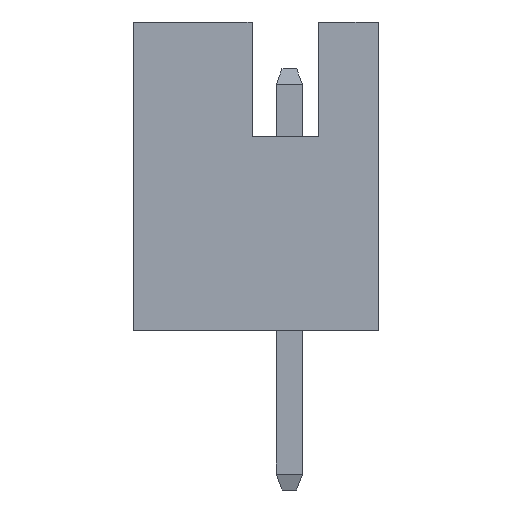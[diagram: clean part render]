
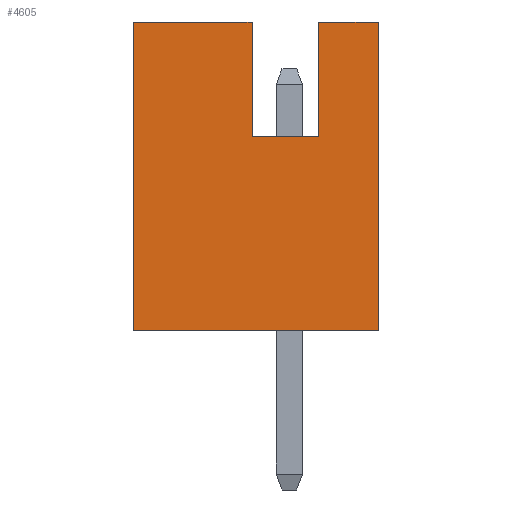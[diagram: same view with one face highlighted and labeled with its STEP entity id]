
A CAD part, left-side view. The second image highlights one B-rep face of the part: STEP entity #4605.
In plain terms, the highlighted planar face has unit normal (-1, 0, 0).
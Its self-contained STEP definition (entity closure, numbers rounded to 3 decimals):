
#55 = PLANE('',#56);
#56 = AXIS2_PLACEMENT_3D('',#57,#58,#59);
#57 = CARTESIAN_POINT('',(6.93,-1.7,1.88));
#58 = DIRECTION('',(0.,-1.,0.));
#59 = DIRECTION('',(0.,0.,-1.));
#137 = PLANE('',#138);
#138 = AXIS2_PLACEMENT_3D('',#139,#140,#141);
#139 = CARTESIAN_POINT('',(0.,0.,5.893));
#140 = DIRECTION('',(0.,0.,-1.));
#141 = DIRECTION('',(-1.,0.,0.));
#315 = VERTEX_POINT('',#316);
#316 = CARTESIAN_POINT('',(-6.93,-0.557,5.893));
#330 = PLANE('',#331);
#331 = AXIS2_PLACEMENT_3D('',#332,#333,#334);
#332 = CARTESIAN_POINT('',(-6.448,-0.557,5.893));
#333 = DIRECTION('',(0.,1.,0.));
#334 = DIRECTION('',(0.,0.,1.));
#342 = EDGE_CURVE('',#343,#315,#345,.T.);
#343 = VERTEX_POINT('',#344);
#344 = CARTESIAN_POINT('',(-6.93,-1.7,5.893));
#345 = SURFACE_CURVE('',#346,(#350,#357),.PCURVE_S1.);
#346 = LINE('',#347,#348);
#347 = CARTESIAN_POINT('',(-6.93,-1.7,5.893));
#348 = VECTOR('',#349,1.);
#349 = DIRECTION('',(0.,1.,0.));
#350 = PCURVE('',#137,#351);
#351 = DEFINITIONAL_REPRESENTATION('',(#352),#356);
#352 = LINE('',#353,#354);
#353 = CARTESIAN_POINT('',(6.93,-1.7));
#354 = VECTOR('',#355,1.);
#355 = DIRECTION('',(0.,1.));
#356 = ( GEOMETRIC_REPRESENTATION_CONTEXT(2) 
PARAMETRIC_REPRESENTATION_CONTEXT() REPRESENTATION_CONTEXT('2D SPACE',''
  ) );
#357 = PCURVE('',#358,#363);
#358 = PLANE('',#359);
#359 = AXIS2_PLACEMENT_3D('',#360,#361,#362);
#360 = CARTESIAN_POINT('',(-6.93,-1.7,1.88));
#361 = DIRECTION('',(-1.,0.,0.));
#362 = DIRECTION('',(0.,0.,1.));
#363 = DEFINITIONAL_REPRESENTATION('',(#364),#368);
#364 = LINE('',#365,#366);
#365 = CARTESIAN_POINT('',(4.013,0.));
#366 = VECTOR('',#367,1.);
#367 = DIRECTION('',(0.,1.));
#368 = ( GEOMETRIC_REPRESENTATION_CONTEXT(2) 
PARAMETRIC_REPRESENTATION_CONTEXT() REPRESENTATION_CONTEXT('2D SPACE',''
  ) );
#756 = EDGE_CURVE('',#343,#757,#759,.T.);
#757 = VERTEX_POINT('',#758);
#758 = CARTESIAN_POINT('',(-6.93,-1.7,0.));
#759 = SURFACE_CURVE('',#760,(#764,#771),.PCURVE_S1.);
#760 = LINE('',#761,#762);
#761 = CARTESIAN_POINT('',(-6.93,-1.7,1.88));
#762 = VECTOR('',#763,1.);
#763 = DIRECTION('',(0.,0.,-1.));
#764 = PCURVE('',#55,#765);
#765 = DEFINITIONAL_REPRESENTATION('',(#766),#770);
#766 = LINE('',#767,#768);
#767 = CARTESIAN_POINT('',(0.,-13.861));
#768 = VECTOR('',#769,1.);
#769 = DIRECTION('',(1.,0.));
#770 = ( GEOMETRIC_REPRESENTATION_CONTEXT(2) 
PARAMETRIC_REPRESENTATION_CONTEXT() REPRESENTATION_CONTEXT('2D SPACE',''
  ) );
#771 = PCURVE('',#358,#772);
#772 = DEFINITIONAL_REPRESENTATION('',(#773),#777);
#773 = LINE('',#774,#775);
#774 = CARTESIAN_POINT('',(0.,0.));
#775 = VECTOR('',#776,1.);
#776 = DIRECTION('',(-1.,0.));
#777 = ( GEOMETRIC_REPRESENTATION_CONTEXT(2) 
PARAMETRIC_REPRESENTATION_CONTEXT() REPRESENTATION_CONTEXT('2D SPACE',''
  ) );
#795 = PLANE('',#796);
#796 = AXIS2_PLACEMENT_3D('',#797,#798,#799);
#797 = CARTESIAN_POINT('',(0.,0.,0.));
#798 = DIRECTION('',(0.,0.,-1.));
#799 = DIRECTION('',(-1.,0.,0.));
#1784 = PLANE('',#1785);
#1785 = AXIS2_PLACEMENT_3D('',#1786,#1787,#1788);
#1786 = CARTESIAN_POINT('',(-6.93,2.974,1.88));
#1787 = DIRECTION('',(0.,1.,0.));
#1788 = DIRECTION('',(0.,-0.,1.));
#1812 = PLANE('',#1813);
#1813 = AXIS2_PLACEMENT_3D('',#1814,#1815,#1816);
#1814 = CARTESIAN_POINT('',(0.,0.,5.893));
#1815 = DIRECTION('',(0.,0.,-1.));
#1816 = DIRECTION('',(-1.,0.,0.));
#2051 = EDGE_CURVE('',#757,#2052,#2054,.T.);
#2052 = VERTEX_POINT('',#2053);
#2053 = CARTESIAN_POINT('',(-6.93,2.974,0.));
#2054 = SURFACE_CURVE('',#2055,(#2059,#2066),.PCURVE_S1.);
#2055 = LINE('',#2056,#2057);
#2056 = CARTESIAN_POINT('',(-6.93,-1.7,0.));
#2057 = VECTOR('',#2058,1.);
#2058 = DIRECTION('',(0.,1.,0.));
#2059 = PCURVE('',#795,#2060);
#2060 = DEFINITIONAL_REPRESENTATION('',(#2061),#2065);
#2061 = LINE('',#2062,#2063);
#2062 = CARTESIAN_POINT('',(6.93,-1.7));
#2063 = VECTOR('',#2064,1.);
#2064 = DIRECTION('',(0.,1.));
#2065 = ( GEOMETRIC_REPRESENTATION_CONTEXT(2) 
PARAMETRIC_REPRESENTATION_CONTEXT() REPRESENTATION_CONTEXT('2D SPACE',''
  ) );
#2066 = PCURVE('',#358,#2067);
#2067 = DEFINITIONAL_REPRESENTATION('',(#2068),#2072);
#2068 = LINE('',#2069,#2070);
#2069 = CARTESIAN_POINT('',(-1.88,0.));
#2070 = VECTOR('',#2071,1.);
#2071 = DIRECTION('',(0.,1.));
#2072 = ( GEOMETRIC_REPRESENTATION_CONTEXT(2) 
PARAMETRIC_REPRESENTATION_CONTEXT() REPRESENTATION_CONTEXT('2D SPACE',''
  ) );
#2822 = VERTEX_POINT('',#2823);
#2823 = CARTESIAN_POINT('',(-6.93,2.974,5.893));
#3361 = EDGE_CURVE('',#2822,#2052,#3362,.T.);
#3362 = SURFACE_CURVE('',#3363,(#3367,#3374),.PCURVE_S1.);
#3363 = LINE('',#3364,#3365);
#3364 = CARTESIAN_POINT('',(-6.93,2.974,1.88));
#3365 = VECTOR('',#3366,1.);
#3366 = DIRECTION('',(0.,0.,-1.));
#3367 = PCURVE('',#1784,#3368);
#3368 = DEFINITIONAL_REPRESENTATION('',(#3369),#3373);
#3369 = LINE('',#3370,#3371);
#3370 = CARTESIAN_POINT('',(0.,0.));
#3371 = VECTOR('',#3372,1.);
#3372 = DIRECTION('',(-1.,0.));
#3373 = ( GEOMETRIC_REPRESENTATION_CONTEXT(2) 
PARAMETRIC_REPRESENTATION_CONTEXT() REPRESENTATION_CONTEXT('2D SPACE',''
  ) );
#3374 = PCURVE('',#358,#3375);
#3375 = DEFINITIONAL_REPRESENTATION('',(#3376),#3380);
#3376 = LINE('',#3377,#3378);
#3377 = CARTESIAN_POINT('',(0.,4.674));
#3378 = VECTOR('',#3379,1.);
#3379 = DIRECTION('',(-1.,0.));
#3380 = ( GEOMETRIC_REPRESENTATION_CONTEXT(2) 
PARAMETRIC_REPRESENTATION_CONTEXT() REPRESENTATION_CONTEXT('2D SPACE',''
  ) );
#4605 = ADVANCED_FACE('',(#4606),#358,.T.);
#4606 = FACE_BOUND('',#4607,.T.);
#4607 = EDGE_LOOP('',(#4608,#4638,#4666,#4687,#4688,#4689,#4690,#4691));
#4608 = ORIENTED_EDGE('',*,*,#4609,.T.);
#4609 = EDGE_CURVE('',#4610,#4612,#4614,.T.);
#4610 = VERTEX_POINT('',#4611);
#4611 = CARTESIAN_POINT('',(-6.93,-0.557,3.708));
#4612 = VERTEX_POINT('',#4613);
#4613 = CARTESIAN_POINT('',(-6.93,0.713,3.708));
#4614 = SURFACE_CURVE('',#4615,(#4619,#4626),.PCURVE_S1.);
#4615 = LINE('',#4616,#4617);
#4616 = CARTESIAN_POINT('',(-6.93,-0.557,3.708));
#4617 = VECTOR('',#4618,1.);
#4618 = DIRECTION('',(0.,1.,0.));
#4619 = PCURVE('',#358,#4620);
#4620 = DEFINITIONAL_REPRESENTATION('',(#4621),#4625);
#4621 = LINE('',#4622,#4623);
#4622 = CARTESIAN_POINT('',(1.829,1.143));
#4623 = VECTOR('',#4624,1.);
#4624 = DIRECTION('',(0.,1.));
#4625 = ( GEOMETRIC_REPRESENTATION_CONTEXT(2) 
PARAMETRIC_REPRESENTATION_CONTEXT() REPRESENTATION_CONTEXT('2D SPACE',''
  ) );
#4626 = PCURVE('',#4627,#4632);
#4627 = PLANE('',#4628);
#4628 = AXIS2_PLACEMENT_3D('',#4629,#4630,#4631);
#4629 = CARTESIAN_POINT('',(-6.448,-0.557,3.708));
#4630 = DIRECTION('',(0.,0.,1.));
#4631 = DIRECTION('',(0.,-1.,0.));
#4632 = DEFINITIONAL_REPRESENTATION('',(#4633),#4637);
#4633 = LINE('',#4634,#4635);
#4634 = CARTESIAN_POINT('',(0.,-0.483));
#4635 = VECTOR('',#4636,1.);
#4636 = DIRECTION('',(-1.,0.));
#4637 = ( GEOMETRIC_REPRESENTATION_CONTEXT(2) 
PARAMETRIC_REPRESENTATION_CONTEXT() REPRESENTATION_CONTEXT('2D SPACE',''
  ) );
#4638 = ORIENTED_EDGE('',*,*,#4639,.T.);
#4639 = EDGE_CURVE('',#4612,#4640,#4642,.T.);
#4640 = VERTEX_POINT('',#4641);
#4641 = CARTESIAN_POINT('',(-6.93,0.713,5.893));
#4642 = SURFACE_CURVE('',#4643,(#4647,#4654),.PCURVE_S1.);
#4643 = LINE('',#4644,#4645);
#4644 = CARTESIAN_POINT('',(-6.93,0.713,3.708));
#4645 = VECTOR('',#4646,1.);
#4646 = DIRECTION('',(0.,0.,1.));
#4647 = PCURVE('',#358,#4648);
#4648 = DEFINITIONAL_REPRESENTATION('',(#4649),#4653);
#4649 = LINE('',#4650,#4651);
#4650 = CARTESIAN_POINT('',(1.829,2.413));
#4651 = VECTOR('',#4652,1.);
#4652 = DIRECTION('',(1.,0.));
#4653 = ( GEOMETRIC_REPRESENTATION_CONTEXT(2) 
PARAMETRIC_REPRESENTATION_CONTEXT() REPRESENTATION_CONTEXT('2D SPACE',''
  ) );
#4654 = PCURVE('',#4655,#4660);
#4655 = PLANE('',#4656);
#4656 = AXIS2_PLACEMENT_3D('',#4657,#4658,#4659);
#4657 = CARTESIAN_POINT('',(-6.448,0.713,3.708));
#4658 = DIRECTION('',(0.,-1.,0.));
#4659 = DIRECTION('',(0.,0.,-1.));
#4660 = DEFINITIONAL_REPRESENTATION('',(#4661),#4665);
#4661 = LINE('',#4662,#4663);
#4662 = CARTESIAN_POINT('',(0.,-0.483));
#4663 = VECTOR('',#4664,1.);
#4664 = DIRECTION('',(-1.,0.));
#4665 = ( GEOMETRIC_REPRESENTATION_CONTEXT(2) 
PARAMETRIC_REPRESENTATION_CONTEXT() REPRESENTATION_CONTEXT('2D SPACE',''
  ) );
#4666 = ORIENTED_EDGE('',*,*,#4667,.T.);
#4667 = EDGE_CURVE('',#4640,#2822,#4668,.T.);
#4668 = SURFACE_CURVE('',#4669,(#4673,#4680),.PCURVE_S1.);
#4669 = LINE('',#4670,#4671);
#4670 = CARTESIAN_POINT('',(-6.93,-1.7,5.893));
#4671 = VECTOR('',#4672,1.);
#4672 = DIRECTION('',(0.,1.,0.));
#4673 = PCURVE('',#358,#4674);
#4674 = DEFINITIONAL_REPRESENTATION('',(#4675),#4679);
#4675 = LINE('',#4676,#4677);
#4676 = CARTESIAN_POINT('',(4.013,0.));
#4677 = VECTOR('',#4678,1.);
#4678 = DIRECTION('',(0.,1.));
#4679 = ( GEOMETRIC_REPRESENTATION_CONTEXT(2) 
PARAMETRIC_REPRESENTATION_CONTEXT() REPRESENTATION_CONTEXT('2D SPACE',''
  ) );
#4680 = PCURVE('',#1812,#4681);
#4681 = DEFINITIONAL_REPRESENTATION('',(#4682),#4686);
#4682 = LINE('',#4683,#4684);
#4683 = CARTESIAN_POINT('',(6.93,-1.7));
#4684 = VECTOR('',#4685,1.);
#4685 = DIRECTION('',(0.,1.));
#4686 = ( GEOMETRIC_REPRESENTATION_CONTEXT(2) 
PARAMETRIC_REPRESENTATION_CONTEXT() REPRESENTATION_CONTEXT('2D SPACE',''
  ) );
#4687 = ORIENTED_EDGE('',*,*,#3361,.T.);
#4688 = ORIENTED_EDGE('',*,*,#2051,.F.);
#4689 = ORIENTED_EDGE('',*,*,#756,.F.);
#4690 = ORIENTED_EDGE('',*,*,#342,.T.);
#4691 = ORIENTED_EDGE('',*,*,#4692,.T.);
#4692 = EDGE_CURVE('',#315,#4610,#4693,.T.);
#4693 = SURFACE_CURVE('',#4694,(#4698,#4705),.PCURVE_S1.);
#4694 = LINE('',#4695,#4696);
#4695 = CARTESIAN_POINT('',(-6.93,-0.557,5.893));
#4696 = VECTOR('',#4697,1.);
#4697 = DIRECTION('',(0.,0.,-1.));
#4698 = PCURVE('',#358,#4699);
#4699 = DEFINITIONAL_REPRESENTATION('',(#4700),#4704);
#4700 = LINE('',#4701,#4702);
#4701 = CARTESIAN_POINT('',(4.013,1.143));
#4702 = VECTOR('',#4703,1.);
#4703 = DIRECTION('',(-1.,0.));
#4704 = ( GEOMETRIC_REPRESENTATION_CONTEXT(2) 
PARAMETRIC_REPRESENTATION_CONTEXT() REPRESENTATION_CONTEXT('2D SPACE',''
  ) );
#4705 = PCURVE('',#330,#4706);
#4706 = DEFINITIONAL_REPRESENTATION('',(#4707),#4711);
#4707 = LINE('',#4708,#4709);
#4708 = CARTESIAN_POINT('',(0.,-0.483));
#4709 = VECTOR('',#4710,1.);
#4710 = DIRECTION('',(-1.,0.));
#4711 = ( GEOMETRIC_REPRESENTATION_CONTEXT(2) 
PARAMETRIC_REPRESENTATION_CONTEXT() REPRESENTATION_CONTEXT('2D SPACE',''
  ) );
